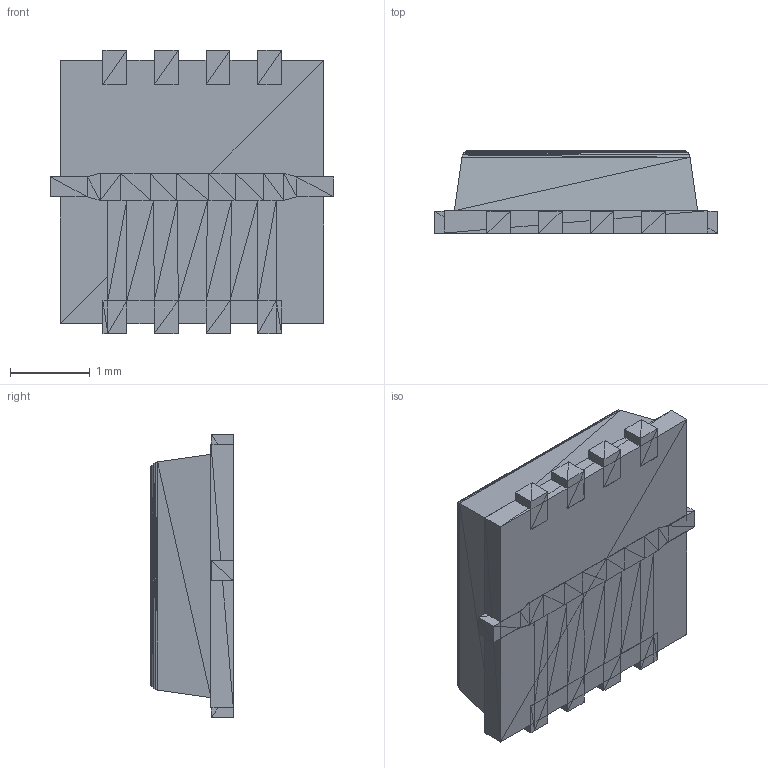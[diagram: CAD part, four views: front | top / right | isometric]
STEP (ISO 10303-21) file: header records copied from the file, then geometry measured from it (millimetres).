
FILE_DESCRIPTION(('FreeCAD Model'),'2;1');
FILE_NAME('PowerPAK-1212-8-Single.step' ,'2018-07-28T10:46:34',('Author'),(''), 'Open CASCADE STEP processor 7.2','FreeCAD','Unknown');
FILE_SCHEMA(('AUTOMOTIVE_DESIGN { 1 0 10303 214 1 1 1 1 }'));
Length unit declared in the file: millimetre
Products named in the file (1): Clone
Bounding box: 3.55 x 1.04 x 3.55 mm (x, y, z)
Surface area: 47.9 mm2 (no closed solid volume)
Topology: 0 solids, 6 shells, 464 faces, 1900 edges, 2392 vertices
Faces by surface type: plane 464
Entity records: 34016 total; most frequent: CARTESIAN_POINT 7325, DIRECTION 4086, LINE 3156, VECTOR 3156, ORIENTED_EDGE 1912, PCURVE 1912, DEFINITIONAL_REPRESENTATION 1912, EDGE_CURVE 956
